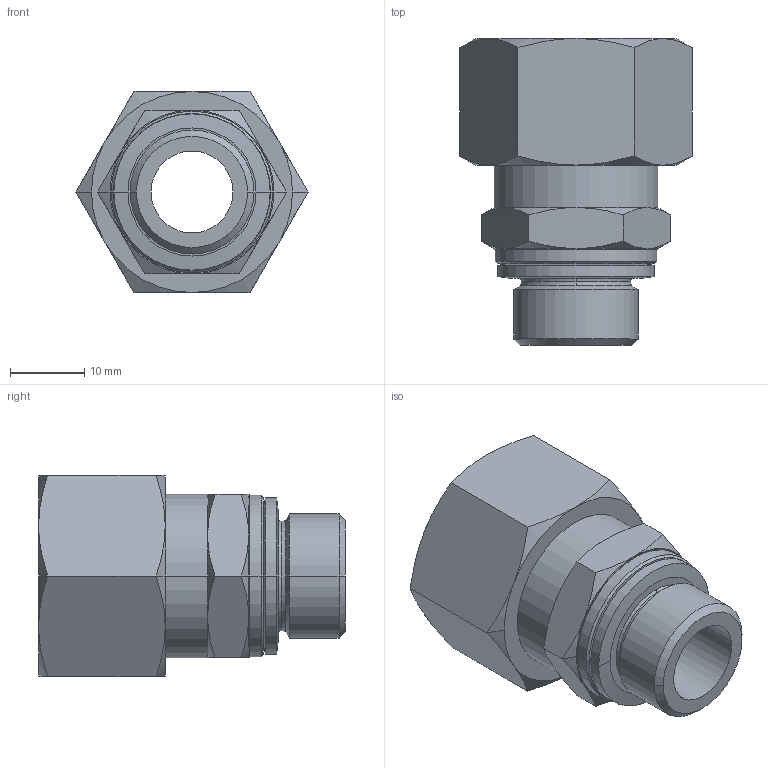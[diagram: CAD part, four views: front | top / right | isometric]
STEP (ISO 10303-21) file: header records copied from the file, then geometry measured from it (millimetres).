
FILE_DESCRIPTION(('STEP AP214'),'1');
FILE_NAME('0101_16_17_39.stp','2016-07-07T14:58:36',('TraceParts'),('TraceParts S.A.'),'Spatial InterOp 3D',' ',' ');
FILE_SCHEMA(('automotive_design'));
Length unit declared in the file: millimetre
Products named in the file (1): 1
Bounding box: 31.18 x 41.2 x 27 mm (x, y, z)
Volume: 12475.4 mm3; surface area: 6140.6 mm2
Topology: 1 solids, 1 shells, 79 faces, 169 edges, 97 vertices
Faces by surface type: cone 42, plane 19, cylinder 14, torus 4
Entity records: 2171 total; most frequent: CARTESIAN_POINT 538, DIRECTION 358, ORIENTED_EDGE 338, EDGE_CURVE 169, AXIS2_PLACEMENT_3D 157, VERTEX_POINT 97, EDGE_LOOP 86, ADVANCED_FACE 79
